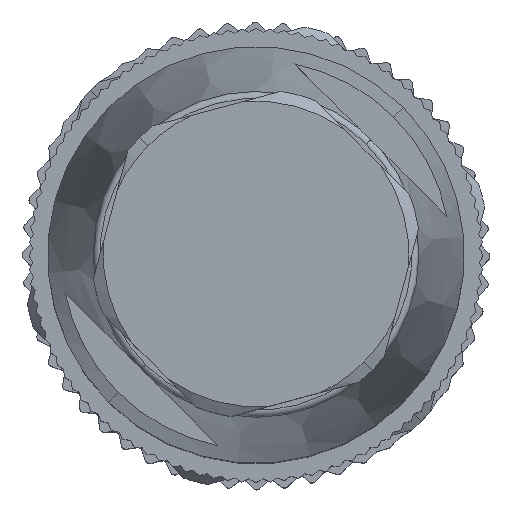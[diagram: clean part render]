
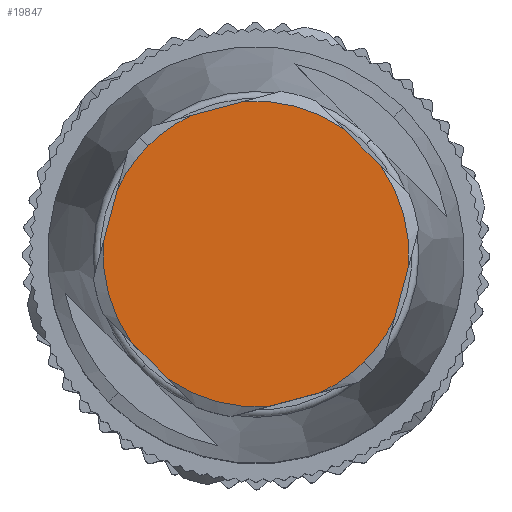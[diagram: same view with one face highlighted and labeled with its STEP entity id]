
A CAD part, top view. The second image highlights one B-rep face of the part: STEP entity #19847.
In plain terms, the highlighted planar face has unit normal (0, 0, 1).
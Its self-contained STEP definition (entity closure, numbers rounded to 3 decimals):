
#19785=AXIS2_PLACEMENT_3D('Plane Axis2P3D',#19782,#19783,#19784) ;
#19789=AXIS2_PLACEMENT_3D('Circle Axis2P3D',#19787,#19788,$) ;
#19794=AXIS2_PLACEMENT_3D('Circle Axis2P3D',#19792,#19793,$) ;
#19801=AXIS2_PLACEMENT_3D('Circle Axis2P3D',#19799,#19800,$) ;
#19806=AXIS2_PLACEMENT_3D('Circle Axis2P3D',#19804,#19805,$) ;
#19811=AXIS2_PLACEMENT_3D('Circle Axis2P3D',#19809,#19810,$) ;
#19816=AXIS2_PLACEMENT_3D('Circle Axis2P3D',#19814,#19815,$) ;
#19823=AXIS2_PLACEMENT_3D('Circle Axis2P3D',#19821,#19822,$) ;
#19828=AXIS2_PLACEMENT_3D('Circle Axis2P3D',#19826,#19827,$) ;
#19317=CARTESIAN_POINT('Line Origine',(8.418,16.379,55.2)) ;
#19321=CARTESIAN_POINT('Vertex',(9.523,16.675,55.2)) ;
#19323=CARTESIAN_POINT('Vertex',(7.312,16.082,55.2)) ;
#19401=CARTESIAN_POINT('Vertex',(13.887,15.506,55.2)) ;
#19404=CARTESIAN_POINT('Line Origine',(14.696,14.696,55.2)) ;
#19408=CARTESIAN_POINT('Vertex',(15.506,13.887,55.2)) ;
#19471=CARTESIAN_POINT('Vertex',(16.675,9.523,55.2)) ;
#19474=CARTESIAN_POINT('Line Origine',(16.379,8.418,55.2)) ;
#19478=CARTESIAN_POINT('Vertex',(16.082,7.312,55.2)) ;
#19567=CARTESIAN_POINT('Vertex',(12.888,4.118,55.2)) ;
#19570=CARTESIAN_POINT('Line Origine',(11.782,3.821,55.2)) ;
#19574=CARTESIAN_POINT('Vertex',(10.677,3.525,55.2)) ;
#19637=CARTESIAN_POINT('Vertex',(6.313,4.694,55.2)) ;
#19640=CARTESIAN_POINT('Line Origine',(5.504,5.504,55.2)) ;
#19644=CARTESIAN_POINT('Vertex',(4.694,6.313,55.2)) ;
#19700=CARTESIAN_POINT('Line Origine',(3.821,11.782,55.2)) ;
#19704=CARTESIAN_POINT('Vertex',(4.118,12.888,55.2)) ;
#19706=CARTESIAN_POINT('Vertex',(3.525,10.677,55.2)) ;
#19782=CARTESIAN_POINT('Axis2P3D Location',(10.1,10.1,55.2)) ;
#19787=CARTESIAN_POINT('Axis2P3D Location',(10.1,10.1,55.2)) ;
#19792=CARTESIAN_POINT('Axis2P3D Location',(10.1,10.1,55.2)) ;
#19796=CARTESIAN_POINT('Vertex',(5.433,14.767,55.2)) ;
#19799=CARTESIAN_POINT('Axis2P3D Location',(10.1,10.1,55.2)) ;
#19804=CARTESIAN_POINT('Axis2P3D Location',(10.1,10.1,55.2)) ;
#19809=CARTESIAN_POINT('Axis2P3D Location',(10.1,10.1,55.2)) ;
#19814=CARTESIAN_POINT('Axis2P3D Location',(10.1,10.1,55.2)) ;
#19818=CARTESIAN_POINT('Vertex',(14.767,5.433,55.2)) ;
#19821=CARTESIAN_POINT('Axis2P3D Location',(10.1,10.1,55.2)) ;
#19826=CARTESIAN_POINT('Axis2P3D Location',(10.1,10.1,55.2)) ;
#19318=DIRECTION('Vector Direction',(-0.966,-0.259,0.)) ;
#19405=DIRECTION('Vector Direction',(-0.707,0.707,0.)) ;
#19475=DIRECTION('Vector Direction',(0.259,0.966,0.)) ;
#19571=DIRECTION('Vector Direction',(0.966,0.259,0.)) ;
#19641=DIRECTION('Vector Direction',(0.707,-0.707,0.)) ;
#19701=DIRECTION('Vector Direction',(-0.259,-0.966,0.)) ;
#19783=DIRECTION('Axis2P3D Direction',(-0.,0.,1.)) ;
#19784=DIRECTION('Axis2P3D XDirection',(0.707,-0.707,0.)) ;
#19788=DIRECTION('Axis2P3D Direction',(-0.,0.,1.)) ;
#19793=DIRECTION('Axis2P3D Direction',(-0.,0.,1.)) ;
#19800=DIRECTION('Axis2P3D Direction',(-0.,0.,1.)) ;
#19805=DIRECTION('Axis2P3D Direction',(-0.,0.,1.)) ;
#19810=DIRECTION('Axis2P3D Direction',(-0.,0.,1.)) ;
#19815=DIRECTION('Axis2P3D Direction',(-0.,0.,1.)) ;
#19822=DIRECTION('Axis2P3D Direction',(-0.,0.,1.)) ;
#19827=DIRECTION('Axis2P3D Direction',(-0.,0.,1.)) ;
#19319=VECTOR('Line Direction',#19318,1.) ;
#19406=VECTOR('Line Direction',#19405,1.) ;
#19476=VECTOR('Line Direction',#19475,1.) ;
#19572=VECTOR('Line Direction',#19571,1.) ;
#19642=VECTOR('Line Direction',#19641,1.) ;
#19702=VECTOR('Line Direction',#19701,1.) ;
#19832=ORIENTED_EDGE('',*,*,#19410,.T.) ;
#19833=ORIENTED_EDGE('',*,*,#19791,.T.) ;
#19834=ORIENTED_EDGE('',*,*,#19325,.T.) ;
#19835=ORIENTED_EDGE('',*,*,#19798,.T.) ;
#19836=ORIENTED_EDGE('',*,*,#19803,.T.) ;
#19837=ORIENTED_EDGE('',*,*,#19708,.T.) ;
#19838=ORIENTED_EDGE('',*,*,#19808,.T.) ;
#19839=ORIENTED_EDGE('',*,*,#19646,.T.) ;
#19840=ORIENTED_EDGE('',*,*,#19813,.T.) ;
#19841=ORIENTED_EDGE('',*,*,#19576,.T.) ;
#19842=ORIENTED_EDGE('',*,*,#19820,.T.) ;
#19843=ORIENTED_EDGE('',*,*,#19825,.T.) ;
#19844=ORIENTED_EDGE('',*,*,#19480,.T.) ;
#19845=ORIENTED_EDGE('',*,*,#19830,.T.) ;
#19847=ADVANCED_FACE('Hauptkoerper',(#19846),#19786,.T.) ;
#19790=CIRCLE('generated circle',#19789,6.6) ;
#19795=CIRCLE('generated circle',#19794,6.6) ;
#19802=CIRCLE('generated circle',#19801,6.6) ;
#19807=CIRCLE('generated circle',#19806,6.6) ;
#19812=CIRCLE('generated circle',#19811,6.6) ;
#19817=CIRCLE('generated circle',#19816,6.6) ;
#19824=CIRCLE('generated circle',#19823,6.6) ;
#19829=CIRCLE('generated circle',#19828,6.6) ;
#19325=EDGE_CURVE('',#19322,#19324,#19320,.T.) ;
#19410=EDGE_CURVE('',#19409,#19402,#19407,.T.) ;
#19480=EDGE_CURVE('',#19479,#19472,#19477,.T.) ;
#19576=EDGE_CURVE('',#19575,#19568,#19573,.T.) ;
#19646=EDGE_CURVE('',#19645,#19638,#19643,.T.) ;
#19708=EDGE_CURVE('',#19705,#19707,#19703,.T.) ;
#19791=EDGE_CURVE('',#19402,#19322,#19790,.T.) ;
#19798=EDGE_CURVE('',#19324,#19797,#19795,.T.) ;
#19803=EDGE_CURVE('',#19797,#19705,#19802,.T.) ;
#19808=EDGE_CURVE('',#19707,#19645,#19807,.T.) ;
#19813=EDGE_CURVE('',#19638,#19575,#19812,.T.) ;
#19820=EDGE_CURVE('',#19568,#19819,#19817,.T.) ;
#19825=EDGE_CURVE('',#19819,#19479,#19824,.T.) ;
#19830=EDGE_CURVE('',#19472,#19409,#19829,.T.) ;
#19831=EDGE_LOOP('',(#19832,#19833,#19834,#19835,#19836,#19837,#19838,#19839,#19840,#19841,#19842,#19843,#19844,#19845)) ;
#19846=FACE_OUTER_BOUND('',#19831,.T.) ;
#19320=LINE('Line',#19317,#19319) ;
#19407=LINE('Line',#19404,#19406) ;
#19477=LINE('Line',#19474,#19476) ;
#19573=LINE('Line',#19570,#19572) ;
#19643=LINE('Line',#19640,#19642) ;
#19703=LINE('Line',#19700,#19702) ;
#19786=PLANE('',#19785) ;
#19322=VERTEX_POINT('',#19321) ;
#19324=VERTEX_POINT('',#19323) ;
#19402=VERTEX_POINT('',#19401) ;
#19409=VERTEX_POINT('',#19408) ;
#19472=VERTEX_POINT('',#19471) ;
#19479=VERTEX_POINT('',#19478) ;
#19568=VERTEX_POINT('',#19567) ;
#19575=VERTEX_POINT('',#19574) ;
#19638=VERTEX_POINT('',#19637) ;
#19645=VERTEX_POINT('',#19644) ;
#19705=VERTEX_POINT('',#19704) ;
#19707=VERTEX_POINT('',#19706) ;
#19797=VERTEX_POINT('',#19796) ;
#19819=VERTEX_POINT('',#19818) ;
